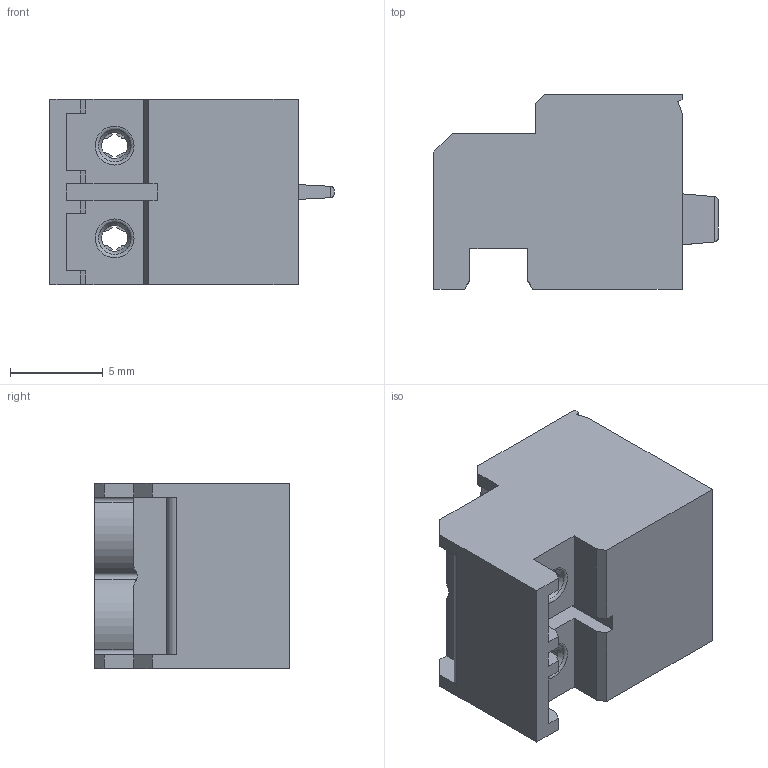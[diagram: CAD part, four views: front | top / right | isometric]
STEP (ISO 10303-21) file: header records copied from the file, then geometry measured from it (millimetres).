
FILE_DESCRIPTION(/* description */ ('Unknown'),/* implementation_level */ '2;1');
FILE_NAME(/* name */ '691315710102',/* time_stamp */ '2017-07-12T09:04:12+02:00',/* author */ ('Unknown'),/* organization */ ('Unknown'),/* preprocessor_version */ 'ST-DEVELOPER v16.7',/* originating_system */ 'DEX',/* authorisation */ $);
FILE_SCHEMA (('AUTOMOTIVE_DESIGN {1 0 10303 214 3 1 1}'));
Length unit declared in the file: millimetre
Products named in the file (2): 6913157101xx; 691315710102
Assembly tree (1 placements, depth 2):
  6913157101xx
    691315710102
Bounding box: 15.35 x 10.5 x 10 mm (x, y, z)
Volume: 983.9 mm3; surface area: 1089.2 mm2
Topology: 1 solids, 1 shells, 208 faces, 549 edges, 363 vertices
Faces by surface type: plane 163, cylinder 38, cone 4, torus 3
Full cylindrical faces by diameter (mm): 1.4 x3, 2.7 x1, 4 x2
Entity records: 8105 total; most frequent: CARTESIAN_POINT 1440, ORIENTED_EDGE 1064, DIRECTION 1043, EDGE_CURVE 532, LINE 413, VECTOR 413, VERTEX_POINT 359, AXIS2_PLACEMENT_3D 315
